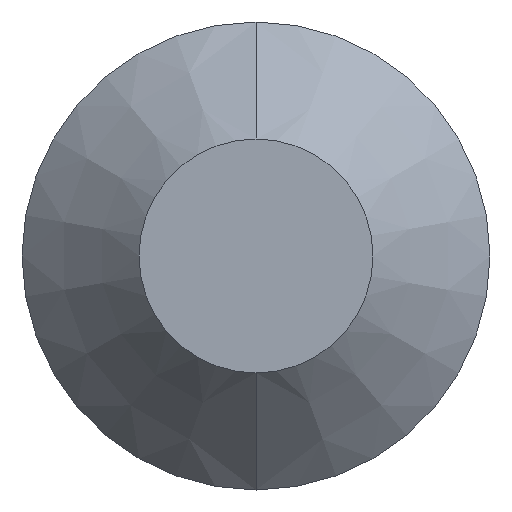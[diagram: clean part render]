
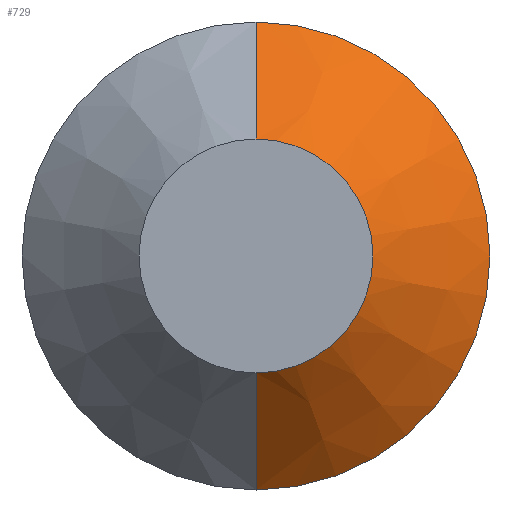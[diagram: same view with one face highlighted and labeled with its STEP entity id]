
A CAD part, front view. The second image highlights one B-rep face of the part: STEP entity #729.
In plain terms, the highlighted conical face has half-angle 45 degrees and reference radius 5 mm.
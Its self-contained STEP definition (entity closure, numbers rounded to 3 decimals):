
#4 = ORIENTED_EDGE ( 'NONE', *, *, #786, .F. ) ;
#10 = ORIENTED_EDGE ( 'NONE', *, *, #756, .T. ) ;
#16 = ORIENTED_EDGE ( 'NONE', *, *, #784, .F. ) ;
#53 = VECTOR ( 'NONE', #327, 1000. ) ;
#103 = AXIS2_PLACEMENT_3D ( 'NONE', #374, #375, #376 ) ;
#113 = AXIS2_PLACEMENT_3D ( 'NONE', #384, #385, #386 ) ;
#118 = VECTOR ( 'NONE', #392, 1000. ) ;
#123 = FACE_OUTER_BOUND ( 'NONE', #193, .T. ) ;
#124 = AXIS2_PLACEMENT_3D ( 'NONE', #460, #461, #462 ) ;
#193 = EDGE_LOOP ( 'NONE', ( #507, #10, #16, #4 ) ) ;
#325 = LINE ( 'NONE', #326, #53 ) ;
#326 = CARTESIAN_POINT ( 'NONE',  ( 0., -0.3, -5. ) ) ;
#327 = DIRECTION ( 'NONE',  ( 0., 0.707, -0.707 ) ) ;
#374 = CARTESIAN_POINT ( 'NONE',  ( 0., -2.8, 0. ) ) ;
#375 = DIRECTION ( 'NONE',  ( 0., 1., 0. ) ) ;
#376 = DIRECTION ( 'NONE',  ( 0., 0., 1. ) ) ;
#384 = CARTESIAN_POINT ( 'NONE',  ( 0., -0.3, 0. ) ) ;
#385 = DIRECTION ( 'NONE',  ( 0., 1., 0. ) ) ;
#386 = DIRECTION ( 'NONE',  ( 0., 0., 1. ) ) ;
#390 = LINE ( 'NONE', #391, #118 ) ;
#391 = CARTESIAN_POINT ( 'NONE',  ( 0., -0.3, 5. ) ) ;
#392 = DIRECTION ( 'NONE',  ( 0., 0.707, 0.707 ) ) ;
#460 = CARTESIAN_POINT ( 'NONE',  ( 0., -0.3, 0. ) ) ;
#461 = DIRECTION ( 'NONE',  ( 0., 1., 0. ) ) ;
#462 = DIRECTION ( 'NONE',  ( 0., 0., 1. ) ) ;
#507 = ORIENTED_EDGE ( 'NONE', *, *, #776, .T. ) ;
#544 = VERTEX_POINT ( 'NONE', #586 ) ;
#553 = VERTEX_POINT ( 'NONE', #595 ) ;
#572 = VERTEX_POINT ( 'NONE', #614 ) ;
#576 = VERTEX_POINT ( 'NONE', #618 ) ;
#586 = CARTESIAN_POINT ( 'NONE',  ( 0., -0.3, 5. ) ) ;
#595 = CARTESIAN_POINT ( 'NONE',  ( 0., -2.8, 2.5 ) ) ;
#614 = CARTESIAN_POINT ( 'NONE',  ( 0., -0.3, -5. ) ) ;
#618 = CARTESIAN_POINT ( 'NONE',  ( 0., -2.8, -2.5 ) ) ;
#681 = CIRCLE ( 'NONE', #113, 5. ) ;
#687 = CIRCLE ( 'NONE', #103, 2.5 ) ;
#694 = CONICAL_SURFACE ( 'NONE', #124, 5., 0.785 ) ;
#729 = ADVANCED_FACE ( 'NONE', ( #123 ), #694, .T. ) ;
#756 = EDGE_CURVE ( 'NONE', #576, #572, #325, .T. ) ;
#776 = EDGE_CURVE ( 'NONE', #553, #576, #687, .T. ) ;
#784 = EDGE_CURVE ( 'NONE', #544, #572, #681, .T. ) ;
#786 = EDGE_CURVE ( 'NONE', #553, #544, #390, .T. ) ;
